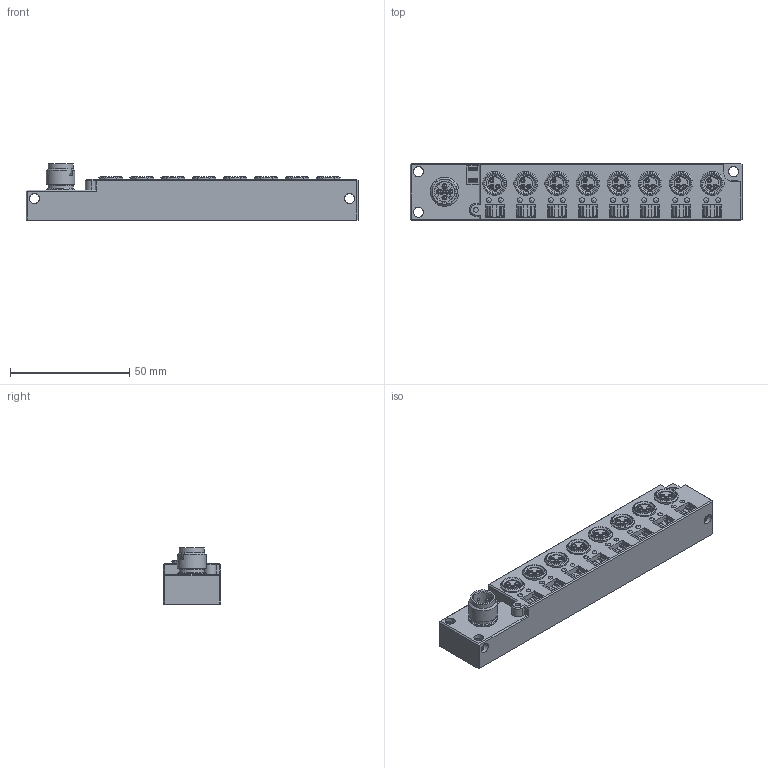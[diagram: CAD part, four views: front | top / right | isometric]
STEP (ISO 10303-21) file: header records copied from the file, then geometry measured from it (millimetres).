
FILE_DESCRIPTION((''),'2;1');
FILE_NAME('23210-PUL08M3M1204 dumm.stp','2013-02-11T16:16:28',('sabine.ahlheim'),(''),'Autodesk Inventor 2012','Autodesk Inventor 2012','');
FILE_SCHEMA(('AUTOMOTIVE_DESIGN { 1 0 10303 214 1 1 1 1 }'));
Length unit declared in the file: millimetre
Products named in the file (1): 23210-PUL08M3M1204 dumm
Bounding box: 139 x 24 x 23.5 mm (x, y, z)
Volume: 51228.8 mm3; surface area: 19364.3 mm2
Topology: 1 solids, 37 shells, 2133 faces, 5841 edges, 3826 vertices
Faces by surface type: plane 1100, cylinder 551, cone 292, bspline 120, torus 50, sphere 20
Full cylindrical faces by diameter (mm): 1 x4, 1.1 x5, 1.2 x24, 1.3 x4, 1.5 x4, 1.55 x5, 1.9 x5, 2 x1, 4.2 x13, 5.65 x8, 7.1 x8, 8.3 x1, 9.2 x8, 9.4 x8, 10 x8, 10.5 x1, 10.6 x1, 12 x1, 12.05 x1
Entity records: 70994 total; most frequent: CARTESIAN_POINT 17489, ORIENTED_EDGE 10960, DIRECTION 10563, EDGE_CURVE 5480, AXIS2_PLACEMENT_3D 3918, VERTEX_POINT 3700, VECTOR 2727, LINE 2727
